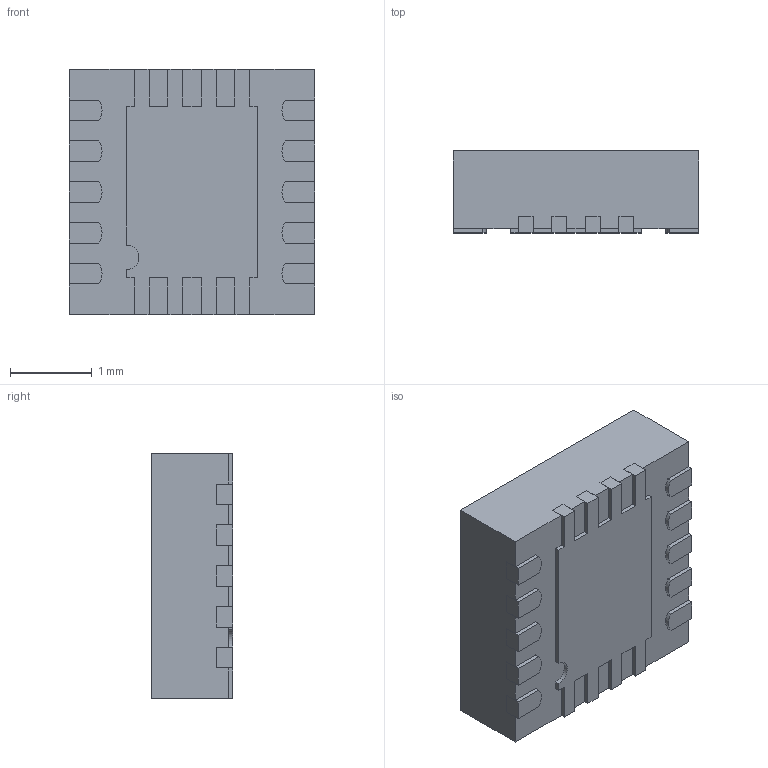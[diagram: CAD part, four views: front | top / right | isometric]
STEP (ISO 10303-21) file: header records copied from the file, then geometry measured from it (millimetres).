
FILE_DESCRIPTION (( 'STEP AP214' ), '1' );
FILE_NAME ('DRC10G.STEP', '2024-04-01T12:38:41', ( '' ), ( '' ), 'SwSTEP 2.0', 'SolidWorks 2021', '' );
FILE_SCHEMA (( 'AUTOMOTIVE_DESIGN' ));
Length unit declared in the file: millimetre
Products named in the file (1): DRC10G
Bounding box: 3 x 1 x 3 mm (x, y, z)
Volume: 8.8 mm3; surface area: 48.1 mm2
Topology: 13 solids, 13 shells, 191 faces, 492 edges, 328 vertices
Faces by surface type: plane 165, cylinder 26
Entity records: 5880 total; most frequent: CARTESIAN_POINT 1012, ORIENTED_EDGE 984, DIRECTION 928, EDGE_CURVE 492, VECTOR 440, LINE 440, VERTEX_POINT 328, AXIS2_PLACEMENT_3D 244
